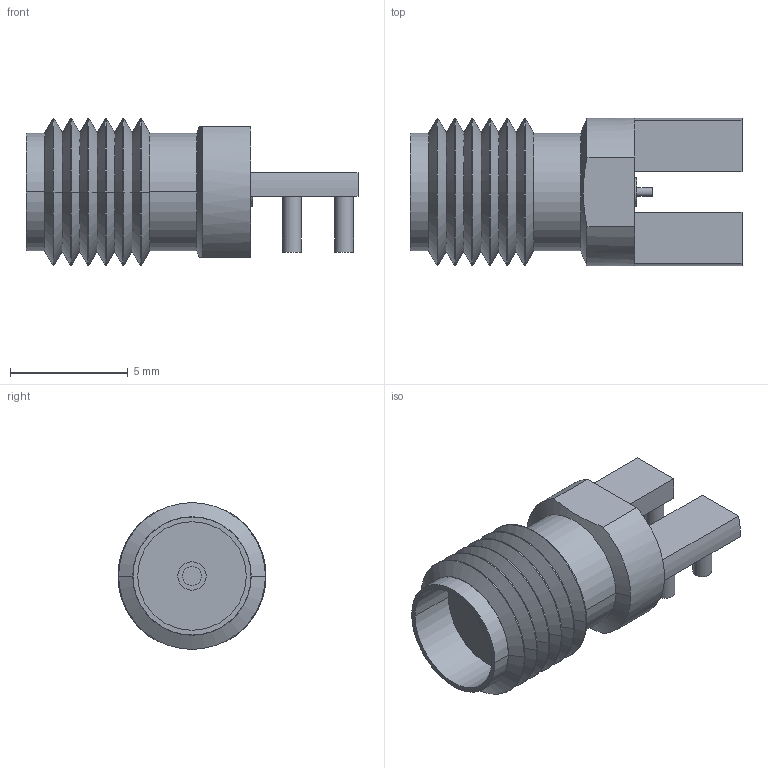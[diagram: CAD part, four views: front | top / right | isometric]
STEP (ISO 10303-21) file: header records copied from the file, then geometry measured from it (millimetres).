
FILE_DESCRIPTION((''),'2;1');
FILE_NAME('JOHNSON_142-0761-821.stp','2011-01-27T17:58:05',(''),(''),'Mechanical Desktop 2011','Mechanical Desktop 2011',', , ');
FILE_SCHEMA(('AUTOMOTIVE_DESIGN { 1 2 10303 214 1 1 1 1 }'));
Length unit declared in the file: millimetre
Products named in the file (1): Product
Bounding box: 14.07 x 6.27 x 6.22 mm (x, y, z)
Volume: 227.7 mm3; surface area: 835.7 mm2
Topology: 13 solids, 13 shells, 105 faces, 200 edges, 122 vertices
Faces by surface type: cylinder 44, plane 29, cone 26, bspline 6
Entity records: 2702 total; most frequent: DIRECTION 504, CARTESIAN_POINT 450, ORIENTED_EDGE 400, AXIS2_PLACEMENT_3D 206, EDGE_CURVE 200, VERTEX_POINT 122, EDGE_LOOP 114, CIRCLE 106
